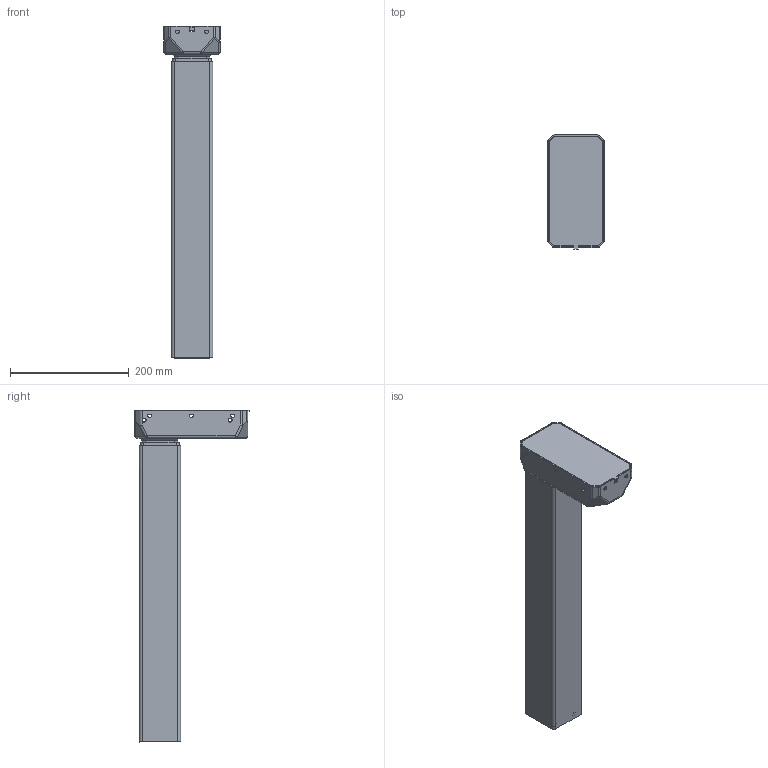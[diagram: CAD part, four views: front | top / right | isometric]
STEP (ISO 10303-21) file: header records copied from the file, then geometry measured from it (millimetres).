
FILE_DESCRIPTION((''),'2;1');
FILE_NAME('JS36DS1-3-S_ASM_1_ASM','2020-01-03T13:02:38',('Administrator'),('捷昌驱动'),'CREO PARAMETRIC BY PTC INC, 2018500','CREO PARAMETRIC BY PTC INC, 2018500','');
FILE_SCHEMA(('CONFIG_CONTROL_DESIGN'));
Products named in the file (6): NEIGUAN_1; ZHONGGUAN_1; WAIGUAN_1; D300_1; PRT004346249_1_1_1_1_1_1; JS36DS1-3-S_ASM_1_ASM
Assembly tree (5 placements, depth 2):
  JS36DS1-3-S_ASM_1_ASM
    NEIGUAN_1
    ZHONGGUAN_1
    WAIGUAN_1
    D300_1
    PRT004346249_1_1_1_1_1_1
Bounding box: 96 x 192.5 x 560.04 mm (x, y, z)
Volume: 731796.1 mm3; surface area: 852326.5 mm2
Topology: 5 solids, 5 shells, 443 faces, 1275 edges, 811 vertices
Faces by surface type: cylinder 236, plane 145, sphere 32, bspline 16, torus 10, cone 4
Entity records: 18836 total; most frequent: CARTESIAN_POINT 7245, ORIENTED_EDGE 2486, DIRECTION 2328, EDGE_CURVE 1243, AXIS2_PLACEMENT_3D 851, VERTEX_POINT 811, VECTOR 626, LINE 626
